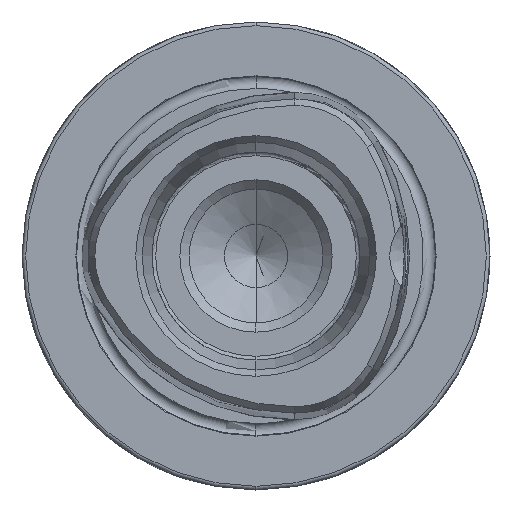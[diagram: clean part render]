
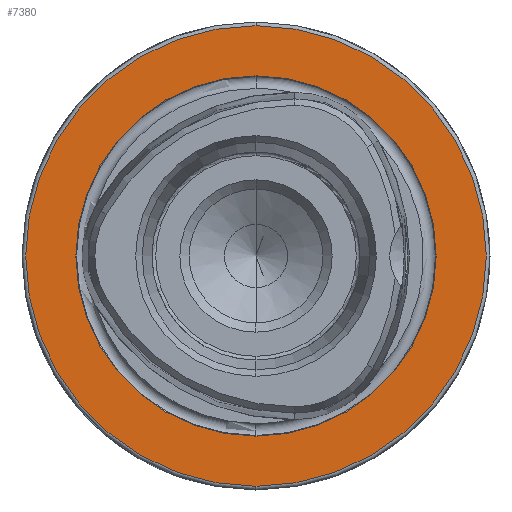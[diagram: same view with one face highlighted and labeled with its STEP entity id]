
A CAD part, left-side view. The second image highlights one B-rep face of the part: STEP entity #7380.
In plain terms, the highlighted planar face has unit normal (-1, 0, 0).
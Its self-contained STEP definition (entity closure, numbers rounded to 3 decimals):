
#439 = CARTESIAN_POINT ( 'NONE',  ( 0., 0., 0. ) ) ;
#440 = DIRECTION ( 'NONE',  ( -1., 0., 0. ) ) ;
#441 = DIRECTION ( 'NONE',  ( 0., 0., 1. ) ) ;
#874 = EDGE_CURVE ( 'NONE', #4755, #4782, #7034, .T. ) ;
#1971 = CARTESIAN_POINT ( 'NONE',  ( 0., 0., 0. ) ) ;
#1972 = DIRECTION ( 'NONE',  ( -1., 0., 0. ) ) ;
#1977 = DIRECTION ( 'NONE',  ( 0., 0., 1. ) ) ;
#2647 = AXIS2_PLACEMENT_3D ( 'NONE', #1971, #1972, #1977 ) ;
#2802 = AXIS2_PLACEMENT_3D ( 'NONE', #439, #440, #441 ) ;
#2893 = AXIS2_PLACEMENT_3D ( 'NONE', #4486, #4475, #4477 ) ;
#2896 = AXIS2_PLACEMENT_3D ( 'NONE', #8924, #8925, #8926 ) ;
#2948 = AXIS2_PLACEMENT_3D ( 'NONE', #7575, #7559, #7572 ) ;
#3046 = CIRCLE ( 'NONE', #2802, 24.25 ) ;
#3461 = CARTESIAN_POINT ( 'NONE',  ( 0., 0., -24.25 ) ) ;
#3487 = CARTESIAN_POINT ( 'NONE',  ( 0., 0., 31. ) ) ;
#4252 = CARTESIAN_POINT ( 'NONE',  ( 0., 0., 24.25 ) ) ;
#4294 = CARTESIAN_POINT ( 'NONE',  ( 0., 0., -31. ) ) ;
#4468 = PLANE ( 'NONE',  #2893 ) ;
#4475 = DIRECTION ( 'NONE',  ( 1., 0., 0. ) ) ;
#4477 = DIRECTION ( 'NONE',  ( 0., 0., -1. ) ) ;
#4486 = CARTESIAN_POINT ( 'NONE',  ( 0., 24.25, 0. ) ) ;
#4712 = VERTEX_POINT ( 'NONE', #3461 ) ;
#4755 = VERTEX_POINT ( 'NONE', #3487 ) ;
#4782 = VERTEX_POINT ( 'NONE', #4294 ) ;
#4989 = ORIENTED_EDGE ( 'NONE', *, *, #7509, .T. ) ;
#5227 = ORIENTED_EDGE ( 'NONE', *, *, #7533, .F. ) ;
#5445 = ORIENTED_EDGE ( 'NONE', *, *, #8073, .F. ) ;
#5602 = ORIENTED_EDGE ( 'NONE', *, *, #874, .T. ) ;
#5615 = VERTEX_POINT ( 'NONE', #4252 ) ;
#6582 = EDGE_LOOP ( 'NONE', ( #5602, #4989 ) ) ;
#6833 = EDGE_LOOP ( 'NONE', ( #5227, #5445 ) ) ;
#7034 = CIRCLE ( 'NONE', #2647, 31. ) ;
#7152 = FACE_OUTER_BOUND ( 'NONE', #6582, .T. ) ;
#7285 = FACE_BOUND ( 'NONE', #6833, .T. ) ;
#7380 = ADVANCED_FACE ( 'NONE', ( #7285, #7152 ), #4468, .F. ) ;
#7509 = EDGE_CURVE ( 'NONE', #4782, #4755, #8386, .T. ) ;
#7533 = EDGE_CURVE ( 'NONE', #5615, #4712, #8413, .T. ) ;
#7559 = DIRECTION ( 'NONE',  ( -1., 0., 0. ) ) ;
#7572 = DIRECTION ( 'NONE',  ( 0., 0., 1. ) ) ;
#7575 = CARTESIAN_POINT ( 'NONE',  ( 0., 0., 0. ) ) ;
#8073 = EDGE_CURVE ( 'NONE', #4712, #5615, #3046, .T. ) ;
#8386 = CIRCLE ( 'NONE', #2948, 31. ) ;
#8413 = CIRCLE ( 'NONE', #2896, 24.25 ) ;
#8924 = CARTESIAN_POINT ( 'NONE',  ( 0., 0., 0. ) ) ;
#8925 = DIRECTION ( 'NONE',  ( -1., 0., 0. ) ) ;
#8926 = DIRECTION ( 'NONE',  ( 0., 0., 1. ) ) ;
